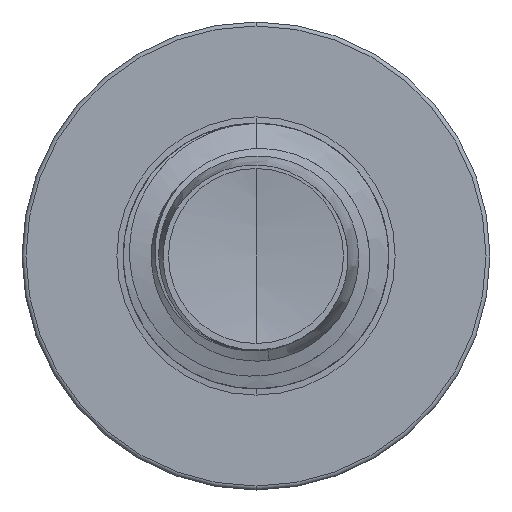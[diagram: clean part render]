
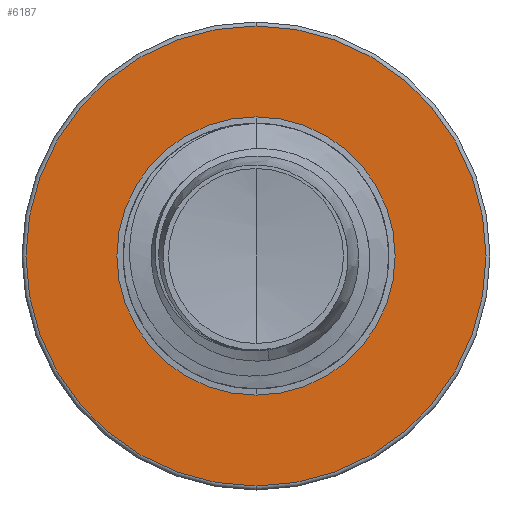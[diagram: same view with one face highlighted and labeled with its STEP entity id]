
A CAD part, front view. The second image highlights one B-rep face of the part: STEP entity #6187.
In plain terms, the highlighted planar face has unit normal (0, -1, 0).
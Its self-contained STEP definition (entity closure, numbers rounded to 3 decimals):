
#1214 = PLANE ( 'NONE',  #11889 ) ;
#2323 = FACE_OUTER_BOUND ( 'NONE', #4302, .T. ) ;
#4084 = AXIS2_PLACEMENT_3D ( 'NONE', #27713, #11633, #30397 ) ;
#4302 = EDGE_LOOP ( 'NONE', ( #24789, #25184 ) ) ;
#4977 = CARTESIAN_POINT ( 'NONE',  ( 0., 22.5, -6.93 ) ) ;
#6187 = ADVANCED_FACE ( 'NONE', ( #2323, #23021 ), #1214, .F. ) ;
#6361 = DIRECTION ( 'NONE',  ( 0., 1., 0. ) ) ;
#6672 = CIRCLE ( 'NONE', #8938, 6.93 ) ;
#8680 = CIRCLE ( 'NONE', #9195, 4.192 ) ;
#8938 = AXIS2_PLACEMENT_3D ( 'NONE', #15670, #34324, #18359 ) ;
#9195 = AXIS2_PLACEMENT_3D ( 'NONE', #30117, #14043, #32742 ) ;
#10026 = CIRCLE ( 'NONE', #10209, 4.192 ) ;
#10209 = AXIS2_PLACEMENT_3D ( 'NONE', #22417, #6361, #25114 ) ;
#11380 = EDGE_CURVE ( 'NONE', #23520, #29690, #10026, .T. ) ;
#11633 = DIRECTION ( 'NONE',  ( 0., 1., 0. ) ) ;
#11889 = AXIS2_PLACEMENT_3D ( 'NONE', #14046, #24324, #20221 ) ;
#12565 = CARTESIAN_POINT ( 'NONE',  ( 0., 22.5, 6.93 ) ) ;
#14043 = DIRECTION ( 'NONE',  ( 0., 1., 0. ) ) ;
#14046 = CARTESIAN_POINT ( 'NONE',  ( 0., 22.5, -4.192 ) ) ;
#14100 = EDGE_CURVE ( 'NONE', #32733, #31381, #6672, .T. ) ;
#14940 = CARTESIAN_POINT ( 'NONE',  ( 0., 22.5, 4.192 ) ) ;
#15670 = CARTESIAN_POINT ( 'NONE',  ( 0., 22.5, 0. ) ) ;
#18359 = DIRECTION ( 'NONE',  ( 0., 0., 1. ) ) ;
#20221 = DIRECTION ( 'NONE',  ( 0., 0., 1. ) ) ;
#22086 = EDGE_CURVE ( 'NONE', #31381, #32733, #29329, .T. ) ;
#22417 = CARTESIAN_POINT ( 'NONE',  ( 0., 22.5, 0. ) ) ;
#22562 = EDGE_LOOP ( 'NONE', ( #25714, #25996 ) ) ;
#23021 = FACE_BOUND ( 'NONE', #22562, .T. ) ;
#23520 = VERTEX_POINT ( 'NONE', #26671 ) ;
#24324 = DIRECTION ( 'NONE',  ( 0., 1., 0. ) ) ;
#24789 = ORIENTED_EDGE ( 'NONE', *, *, #22086, .F. ) ;
#25114 = DIRECTION ( 'NONE',  ( 0., 0., 1. ) ) ;
#25184 = ORIENTED_EDGE ( 'NONE', *, *, #14100, .F. ) ;
#25714 = ORIENTED_EDGE ( 'NONE', *, *, #29092, .T. ) ;
#25996 = ORIENTED_EDGE ( 'NONE', *, *, #11380, .T. ) ;
#26671 = CARTESIAN_POINT ( 'NONE',  ( 0., 22.5, -4.192 ) ) ;
#27713 = CARTESIAN_POINT ( 'NONE',  ( 0., 22.5, 0. ) ) ;
#29092 = EDGE_CURVE ( 'NONE', #29690, #23520, #8680, .T. ) ;
#29329 = CIRCLE ( 'NONE', #4084, 6.93 ) ;
#29690 = VERTEX_POINT ( 'NONE', #14940 ) ;
#30117 = CARTESIAN_POINT ( 'NONE',  ( 0., 22.5, 0. ) ) ;
#30397 = DIRECTION ( 'NONE',  ( 0., 0., 1. ) ) ;
#31381 = VERTEX_POINT ( 'NONE', #12565 ) ;
#32733 = VERTEX_POINT ( 'NONE', #4977 ) ;
#32742 = DIRECTION ( 'NONE',  ( 0., 0., 1. ) ) ;
#34324 = DIRECTION ( 'NONE',  ( 0., 1., 0. ) ) ;
